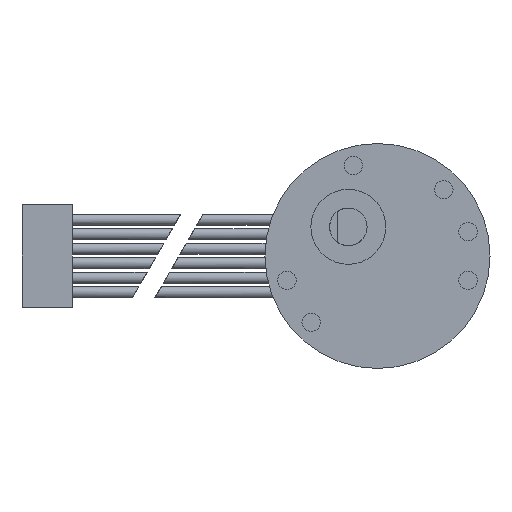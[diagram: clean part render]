
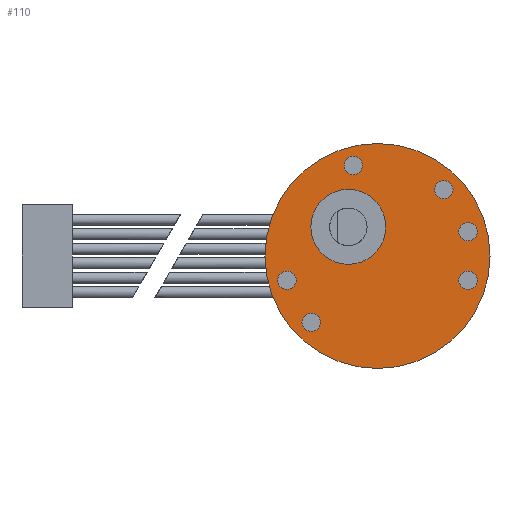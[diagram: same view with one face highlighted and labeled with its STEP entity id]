
A CAD part, front view. The second image highlights one B-rep face of the part: STEP entity #110.
In plain terms, the highlighted planar face has unit normal (0, -1, 0).
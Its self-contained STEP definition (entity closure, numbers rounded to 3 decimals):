
#110 = ADVANCED_FACE( '', ( #278, #279, #280, #281, #282, #283, #284, #285 ), #286, .F. );
#278 = FACE_BOUND( '', #543, .T. );
#279 = FACE_BOUND( '', #544, .T. );
#280 = FACE_BOUND( '', #545, .T. );
#281 = FACE_BOUND( '', #546, .T. );
#282 = FACE_BOUND( '', #547, .T. );
#283 = FACE_BOUND( '', #548, .T. );
#284 = FACE_BOUND( '', #549, .T. );
#285 = FACE_OUTER_BOUND( '', #550, .T. );
#286 = PLANE( '', #551 );
#543 = EDGE_LOOP( '', ( #814 ) );
#544 = EDGE_LOOP( '', ( #815 ) );
#545 = EDGE_LOOP( '', ( #816 ) );
#546 = EDGE_LOOP( '', ( #817 ) );
#547 = EDGE_LOOP( '', ( #818 ) );
#548 = EDGE_LOOP( '', ( #819 ) );
#549 = EDGE_LOOP( '', ( #820 ) );
#550 = EDGE_LOOP( '', ( #821 ) );
#551 = AXIS2_PLACEMENT_3D( '', #822, #823, #824 );
#814 = ORIENTED_EDGE( '', *, *, #1225, .F. );
#815 = ORIENTED_EDGE( '', *, *, #1226, .T. );
#816 = ORIENTED_EDGE( '', *, *, #1227, .T. );
#817 = ORIENTED_EDGE( '', *, *, #1203, .T. );
#818 = ORIENTED_EDGE( '', *, *, #1228, .T. );
#819 = ORIENTED_EDGE( '', *, *, #1229, .T. );
#820 = ORIENTED_EDGE( '', *, *, #1218, .T. );
#821 = ORIENTED_EDGE( '', *, *, #1209, .F. );
#822 = CARTESIAN_POINT( '', ( 0., 0., -15. ) );
#823 = DIRECTION( '', ( 0., 1., 0. ) );
#824 = DIRECTION( '', ( 0., 0., 1. ) );
#1203 = EDGE_CURVE( '', #1353, #1353, #1354, .T. );
#1209 = EDGE_CURVE( '', #1363, #1363, #1364, .T. );
#1218 = EDGE_CURVE( '', #1378, #1378, #1379, .T. );
#1225 = EDGE_CURVE( '', #1390, #1390, #1391, .F. );
#1226 = EDGE_CURVE( '', #1392, #1392, #1393, .T. );
#1227 = EDGE_CURVE( '', #1394, #1394, #1395, .T. );
#1228 = EDGE_CURVE( '', #1396, #1396, #1397, .T. );
#1229 = EDGE_CURVE( '', #1398, #1398, #1399, .T. );
#1353 = VERTEX_POINT( '', #1573 );
#1354 = CIRCLE( '', #1574, 1.23 );
#1363 = VERTEX_POINT( '', #1583 );
#1364 = CIRCLE( '', #1584, 15. );
#1378 = VERTEX_POINT( '', #1598 );
#1379 = CIRCLE( '', #1599, 1.23 );
#1390 = VERTEX_POINT( '', #1614 );
#1391 = CIRCLE( '', #1615, 5. );
#1392 = VERTEX_POINT( '', #1616 );
#1393 = CIRCLE( '', #1617, 1.23 );
#1394 = VERTEX_POINT( '', #1618 );
#1395 = CIRCLE( '', #1619, 1.23 );
#1396 = VERTEX_POINT( '', #1620 );
#1397 = CIRCLE( '', #1621, 1.23 );
#1398 = VERTEX_POINT( '', #1622 );
#1399 = CIRCLE( '', #1623, 1.23 );
#1573 = CARTESIAN_POINT( '', ( 12.074, 0., 4.465 ) );
#1574 = AXIS2_PLACEMENT_3D( '', #1819, #1820, #1821 );
#1583 = CARTESIAN_POINT( '', ( 0., 0., 15. ) );
#1584 = AXIS2_PLACEMENT_3D( '', #1831, #1832, #1833 );
#1598 = CARTESIAN_POINT( '', ( 8.839, 0., 10.068 ) );
#1599 = AXIS2_PLACEMENT_3D( '', #1849, #1850, #1851 );
#1614 = CARTESIAN_POINT( '', ( -3.889, 0., 8.889 ) );
#1615 = AXIS2_PLACEMENT_3D( '', #1856, #1857, #1858 );
#1616 = CARTESIAN_POINT( '', ( -3.235, 0., 13.304 ) );
#1617 = AXIS2_PLACEMENT_3D( '', #1859, #1860, #1861 );
#1618 = CARTESIAN_POINT( '', ( 12.074, 0., -2.006 ) );
#1619 = AXIS2_PLACEMENT_3D( '', #1862, #1863, #1864 );
#1620 = CARTESIAN_POINT( '', ( -12.074, 0., -2.006 ) );
#1621 = AXIS2_PLACEMENT_3D( '', #1865, #1866, #1867 );
#1622 = CARTESIAN_POINT( '', ( -8.839, 0., -7.609 ) );
#1623 = AXIS2_PLACEMENT_3D( '', #1868, #1869, #1870 );
#1819 = CARTESIAN_POINT( '', ( 12.074, 0., 3.235 ) );
#1820 = DIRECTION( '', ( 0., 1., 0. ) );
#1821 = DIRECTION( '', ( 0., 0., 1. ) );
#1831 = CARTESIAN_POINT( '', ( 0., 0., 0. ) );
#1832 = DIRECTION( '', ( 0., 1., 0. ) );
#1833 = DIRECTION( '', ( 0., 0., 1. ) );
#1849 = CARTESIAN_POINT( '', ( 8.839, 0., 8.839 ) );
#1850 = DIRECTION( '', ( 0., 1., 0. ) );
#1851 = DIRECTION( '', ( 0., 0., 1. ) );
#1856 = CARTESIAN_POINT( '', ( -3.889, 0., 3.889 ) );
#1857 = DIRECTION( '', ( 0., 1., 0. ) );
#1858 = DIRECTION( '', ( 0., 0., 1. ) );
#1859 = CARTESIAN_POINT( '', ( -3.235, 0., 12.074 ) );
#1860 = DIRECTION( '', ( 0., 1., 0. ) );
#1861 = DIRECTION( '', ( 0., 0., 1. ) );
#1862 = CARTESIAN_POINT( '', ( 12.074, 0., -3.235 ) );
#1863 = DIRECTION( '', ( 0., 1., 0. ) );
#1864 = DIRECTION( '', ( 0., 0., 1. ) );
#1865 = CARTESIAN_POINT( '', ( -12.074, 0., -3.235 ) );
#1866 = DIRECTION( '', ( 0., 1., 0. ) );
#1867 = DIRECTION( '', ( 0., 0., 1. ) );
#1868 = CARTESIAN_POINT( '', ( -8.839, 0., -8.839 ) );
#1869 = DIRECTION( '', ( 0., 1., 0. ) );
#1870 = DIRECTION( '', ( 0., 0., 1. ) );
